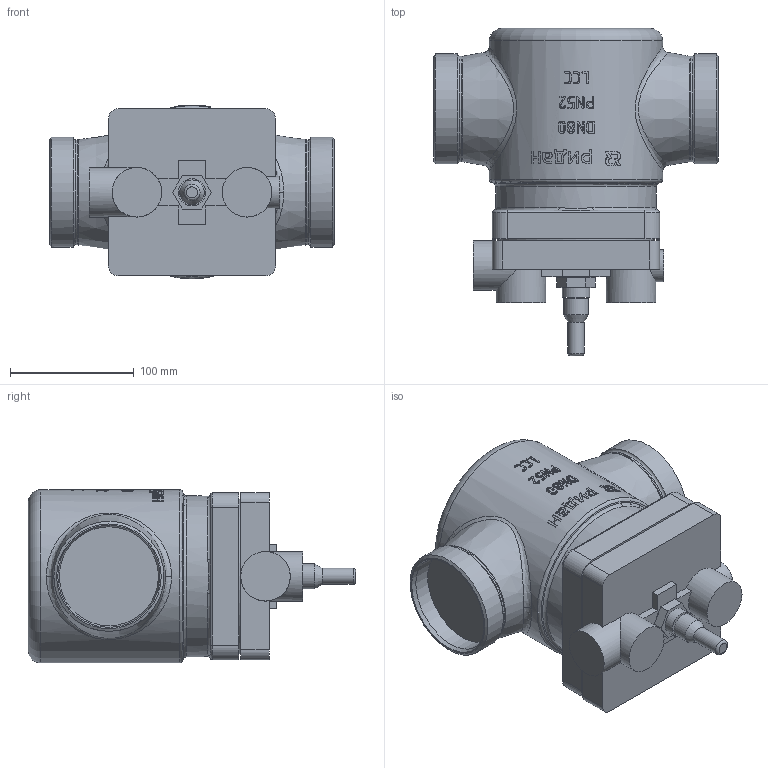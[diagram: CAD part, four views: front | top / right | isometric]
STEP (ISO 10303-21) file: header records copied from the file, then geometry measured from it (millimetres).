
FILE_DESCRIPTION(('TFLEX Exchange Step'),'2;1');
FILE_NAME('027B3080R.stp', '2024-07-02T15:57:29+03:00',('RUCO3378'),('Unknown organisation'),'TFLEX Exchange 2024.4','T-FLEX CAD','Unknown authorisation');
FILE_SCHEMA( ('AP203_CONFIGURATION_CONTROLLED_3D_DESIGN_OF_MECHANICAL_PARTS_AND_ASSEMBLIES_MIM_LF') );
Length unit declared in the file: millimetre
Products named in the file (1): Assembly
Bounding box: 230 x 264.26 x 140.5 mm (x, y, z)
Volume: 3626638.6 mm3; surface area: 186870.3 mm2
Topology: 1 solids, 1 shells, 414 faces, 1141 edges, 765 vertices
Faces by surface type: bspline 174, plane 160, cylinder 56, torus 16, cone 8
Full cylindrical faces by diameter (mm): 13 x1, 14.5 x1, 20 x1, 22 x1, 26 x2, 40 x3, 80 x2, 85 x2, 88.9 x2, 125 x1, 130 x1, 140 x1
Entity records: 18444 total; most frequent: CARTESIAN_POINT 9145, ORIENTED_EDGE 2282, DIRECTION 1376, EDGE_CURVE 1141, VERTEX_POINT 765, AXIS2_PLACEMENT_3D 522, B_SPLINE_CURVE_WITH_KNOTS 522, EDGE_LOOP 450
